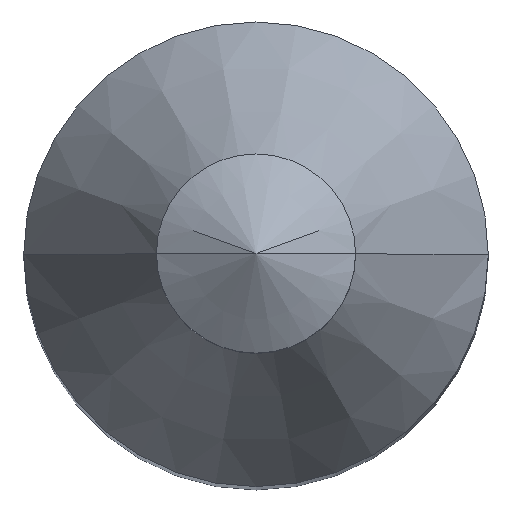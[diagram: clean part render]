
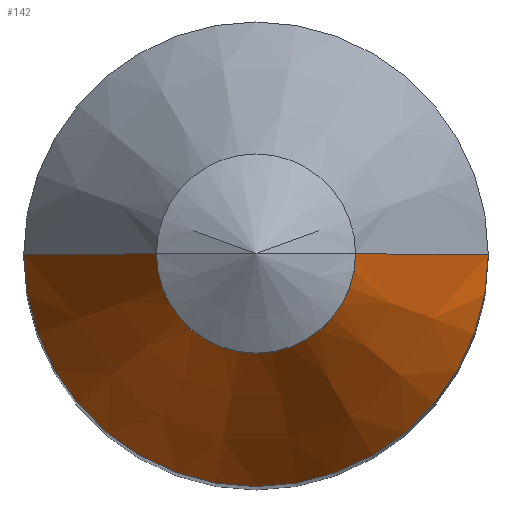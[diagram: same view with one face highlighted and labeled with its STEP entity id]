
A CAD part, top view. The second image highlights one B-rep face of the part: STEP entity #142.
In plain terms, the highlighted conical face has half-angle 30 degrees and reference radius 2.381 mm.
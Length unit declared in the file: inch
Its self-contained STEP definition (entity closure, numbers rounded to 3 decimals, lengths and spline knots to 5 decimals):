
#1 = DIRECTION ( 'NONE',  ( 0., 0., -1. ) ) ;
#5 = DIRECTION ( 'NONE',  ( 0.5, 0., -0.866 ) ) ;
#22 = CARTESIAN_POINT ( 'NONE',  ( 0., 0., 2.50567 ) ) ;
#25 = CARTESIAN_POINT ( 'NONE',  ( 0.09375, 0., 2.50567 ) ) ;
#41 = ORIENTED_EDGE ( 'NONE', *, *, #290, .F. ) ;
#44 = VERTEX_POINT ( 'NONE', #77 ) ;
#45 = EDGE_CURVE ( 'NONE', #317, #377, #318, .T. ) ;
#46 = CONICAL_SURFACE ( 'NONE', #223, 0.09375, 0.524 ) ;
#47 = CARTESIAN_POINT ( 'NONE',  ( -0.09375, 0., 2.50567 ) ) ;
#54 = VECTOR ( 'NONE', #5, 39.37008 ) ;
#60 = ORIENTED_EDGE ( 'NONE', *, *, #181, .F. ) ;
#72 = CIRCLE ( 'NONE', #123, 0.09375 ) ;
#77 = CARTESIAN_POINT ( 'NONE',  ( 0.09375, 0., 2.50567 ) ) ;
#96 = CARTESIAN_POINT ( 'NONE',  ( -0.09375, 0., 2.50567 ) ) ;
#102 = CARTESIAN_POINT ( 'NONE',  ( -0.21875, 0., 2.28916 ) ) ;
#109 = ORIENTED_EDGE ( 'NONE', *, *, #358, .T. ) ;
#110 = CIRCLE ( 'NONE', #210, 0.21875 ) ;
#117 = DIRECTION ( 'NONE',  ( 0., 0., -1. ) ) ;
#122 = DIRECTION ( 'NONE',  ( -1., 0., 0. ) ) ;
#123 = AXIS2_PLACEMENT_3D ( 'NONE', #148, #1, #122 ) ;
#142 = ADVANCED_FACE ( 'NONE', ( #288 ), #46, .T. ) ;
#148 = CARTESIAN_POINT ( 'NONE',  ( 0., 0., 2.50567 ) ) ;
#181 = EDGE_CURVE ( 'NONE', #265, #377, #110, .T. ) ;
#200 = CARTESIAN_POINT ( 'NONE',  ( 0., 0., 2.28916 ) ) ;
#207 = DIRECTION ( 'NONE',  ( 0., 0., -1. ) ) ;
#210 = AXIS2_PLACEMENT_3D ( 'NONE', #200, #117, #237 ) ;
#217 = EDGE_LOOP ( 'NONE', ( #109, #329, #60, #41 ) ) ;
#223 = AXIS2_PLACEMENT_3D ( 'NONE', #22, #207, #390 ) ;
#237 = DIRECTION ( 'NONE',  ( -1., 0., 0. ) ) ;
#265 = VERTEX_POINT ( 'NONE', #338 ) ;
#286 = DIRECTION ( 'NONE',  ( -0.5, 0., -0.866 ) ) ;
#288 = FACE_OUTER_BOUND ( 'NONE', #217, .T. ) ;
#290 = EDGE_CURVE ( 'NONE', #44, #265, #368, .T. ) ;
#296 = VECTOR ( 'NONE', #286, 39.37008 ) ;
#317 = VERTEX_POINT ( 'NONE', #96 ) ;
#318 = LINE ( 'NONE', #47, #296 ) ;
#329 = ORIENTED_EDGE ( 'NONE', *, *, #45, .T. ) ;
#338 = CARTESIAN_POINT ( 'NONE',  ( 0.21875, 0., 2.28916 ) ) ;
#358 = EDGE_CURVE ( 'NONE', #44, #317, #72, .T. ) ;
#368 = LINE ( 'NONE', #25, #54 ) ;
#377 = VERTEX_POINT ( 'NONE', #102 ) ;
#390 = DIRECTION ( 'NONE',  ( 1., 0., 0. ) ) ;
